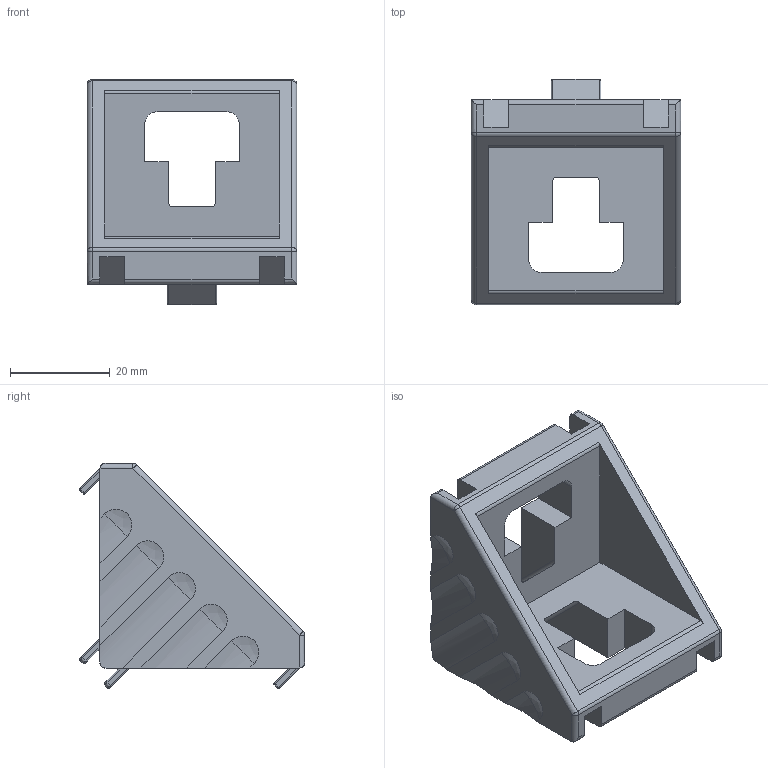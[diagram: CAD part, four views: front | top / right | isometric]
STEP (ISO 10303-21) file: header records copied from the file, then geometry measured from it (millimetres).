
FILE_DESCRIPTION((''),'2;1');
FILE_NAME('AR3624.stp','2022-01-17T13:41:23',('arma01'),(''),'Autodesk Inventor 2013','Autodesk Inventor 2013','');
FILE_SCHEMA(('AUTOMOTIVE_DESIGN { 1 0 10303 214 1 1 1 1 }'));
Length unit declared in the file: millimetre
Products named in the file (1): AR3624
Bounding box: 42 x 45.12 x 45.12 mm (x, y, z)
Volume: 20862.5 mm3; surface area: 11834.8 mm2
Topology: 1 solids, 1 shells, 210 faces, 559 edges, 350 vertices
Faces by surface type: plane 110, cylinder 70, sphere 22, torus 8
Entity records: 6501 total; most frequent: CARTESIAN_POINT 1138, DIRECTION 1133, ORIENTED_EDGE 1118, EDGE_CURVE 559, VECTOR 403, LINE 403, AXIS2_PLACEMENT_3D 365, VERTEX_POINT 350
